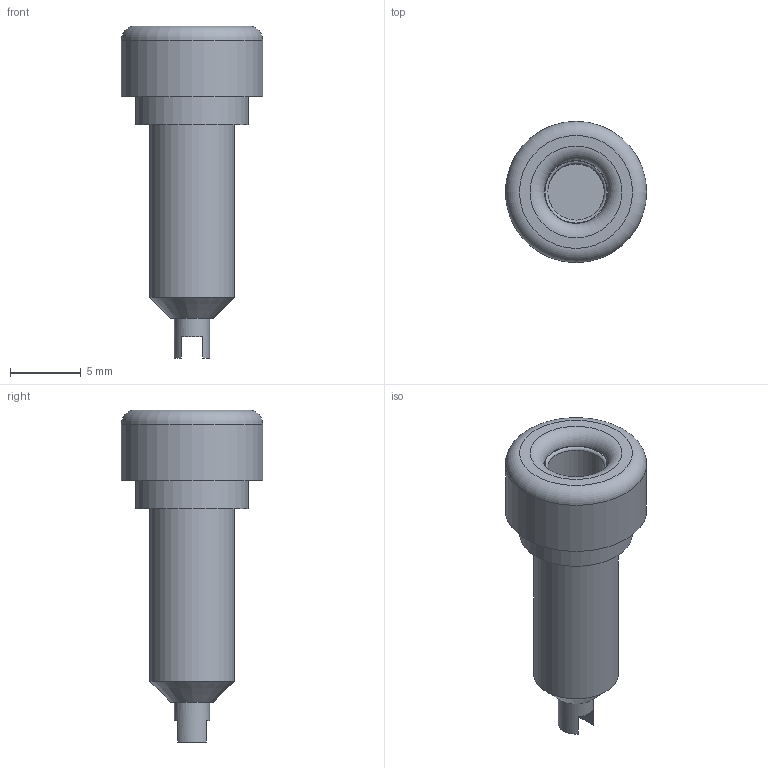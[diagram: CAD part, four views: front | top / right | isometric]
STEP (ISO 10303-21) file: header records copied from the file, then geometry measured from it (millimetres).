
FILE_DESCRIPTION(/* description */ (''),/* implementation_level */ '2;1');
FILE_NAME(/* name */ 'SKS-HIRSCHMANN_930 176-101_a_Part1.stp',/* time_stamp */ '2017-01-25T10:02:49+01:00',/* author */ ('jchouvet'),/* organization */ (''),/* preprocessor_version */ 'ST-DEVELOPER v16.1',/* originating_system */ 'AutoCAD Mechanical',/* authorisation */ '');
FILE_SCHEMA (('AUTOMOTIVE_DESIGN { 1 0 10303 214 3 1 1 }'));
Length unit declared in the file: millimetre
Products named in the file (1): Product
Bounding box: 10 x 10 x 23.5 mm (x, y, z)
Volume: 683.6 mm3; surface area: 1085.1 mm2
Topology: 3 solids, 3 shells, 24 faces, 43 edges, 28 vertices
Faces by surface type: plane 13, cylinder 7, torus 3, cone 1
Full cylindrical faces by diameter (mm): 2.5 x1, 4 x1, 4.5 x2, 6 x1, 8 x1, 10 x1
Entity records: 551 total; most frequent: DIRECTION 100, CARTESIAN_POINT 79, ORIENTED_EDGE 58, AXIS2_PLACEMENT_3D 46, EDGE_LOOP 40, EDGE_CURVE 29, VERTEX_POINT 25, FACE_OUTER_BOUND 24
